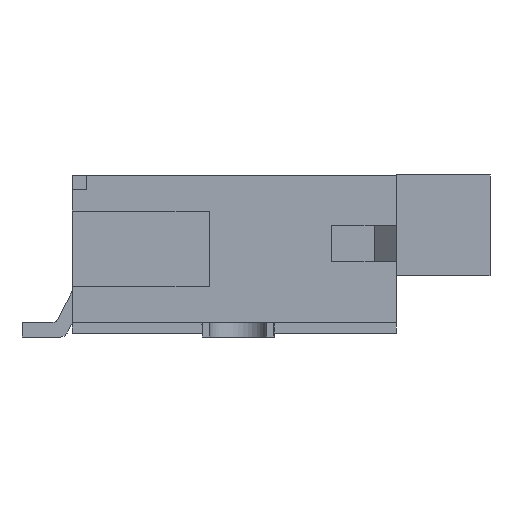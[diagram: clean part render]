
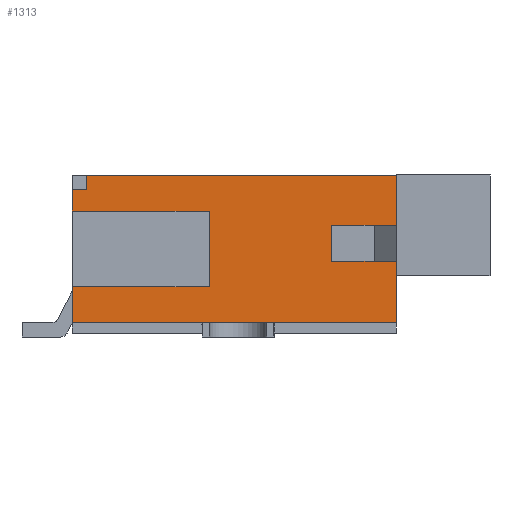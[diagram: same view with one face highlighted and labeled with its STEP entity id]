
A CAD part, left-side view. The second image highlights one B-rep face of the part: STEP entity #1313.
In plain terms, the highlighted planar face has unit normal (-1, 0, 0).
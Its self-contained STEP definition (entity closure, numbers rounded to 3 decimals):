
#1313 = ADVANCED_FACE( '', ( #2478 ), #2479, .T. );
#2478 = FACE_OUTER_BOUND( '', #3581, .T. );
#2479 = PLANE( '', #3582 );
#3581 = EDGE_LOOP( '', ( #7354, #7355, #7356, #7357, #7358, #7359, #7360, #7361, #7362, #7363, #7364, #7365, #7366, #7367 ) );
#3582 = AXIS2_PLACEMENT_3D( '', #7368, #7369, #7370 );
#7354 = ORIENTED_EDGE( '', *, *, #8549, .F. );
#7355 = ORIENTED_EDGE( '', *, *, #9052, .F. );
#7356 = ORIENTED_EDGE( '', *, *, #9103, .T. );
#7357 = ORIENTED_EDGE( '', *, *, #8214, .F. );
#7358 = ORIENTED_EDGE( '', *, *, #8844, .T. );
#7359 = ORIENTED_EDGE( '', *, *, #9174, .T. );
#7360 = ORIENTED_EDGE( '', *, *, #9101, .T. );
#7361 = ORIENTED_EDGE( '', *, *, #9064, .F. );
#7362 = ORIENTED_EDGE( '', *, *, #9147, .T. );
#7363 = ORIENTED_EDGE( '', *, *, #7791, .T. );
#7364 = ORIENTED_EDGE( '', *, *, #9175, .T. );
#7365 = ORIENTED_EDGE( '', *, *, #8058, .T. );
#7366 = ORIENTED_EDGE( '', *, *, #8893, .T. );
#7367 = ORIENTED_EDGE( '', *, *, #8748, .T. );
#7368 = CARTESIAN_POINT( '', ( -11.3, 0., 0. ) );
#7369 = DIRECTION( '', ( -1., 0., 0. ) );
#7370 = DIRECTION( '', ( 0., 0., 1. ) );
#7791 = EDGE_CURVE( '', #9560, #9558, #9561, .T. );
#8058 = EDGE_CURVE( '', #10017, #10015, #10018, .T. );
#8214 = EDGE_CURVE( '', #10277, #10273, #10279, .T. );
#8549 = EDGE_CURVE( '', #10792, #10793, #10794, .T. );
#8748 = EDGE_CURVE( '', #11074, #10793, #11075, .T. );
#8844 = EDGE_CURVE( '', #10277, #11200, #11202, .T. );
#8893 = EDGE_CURVE( '', #10015, #11074, #11263, .T. );
#9052 = EDGE_CURVE( '', #11455, #10792, #11457, .T. );
#9064 = EDGE_CURVE( '', #11471, #11468, #11473, .T. );
#9101 = EDGE_CURVE( '', #11513, #11468, #11514, .T. );
#9103 = EDGE_CURVE( '', #11455, #10273, #11516, .T. );
#9147 = EDGE_CURVE( '', #11471, #9560, #11561, .T. );
#9174 = EDGE_CURVE( '', #11200, #11513, #11590, .T. );
#9175 = EDGE_CURVE( '', #9558, #10017, #11591, .T. );
#9558 = VERTEX_POINT( '', #12138 );
#9560 = VERTEX_POINT( '', #12141 );
#9561 = LINE( '', #12142, #12143 );
#10015 = VERTEX_POINT( '', #12794 );
#10017 = VERTEX_POINT( '', #12797 );
#10018 = LINE( '', #12798, #12799 );
#10273 = VERTEX_POINT( '', #13163 );
#10277 = VERTEX_POINT( '', #13169 );
#10279 = LINE( '', #13172, #13173 );
#10792 = VERTEX_POINT( '', #13940 );
#10793 = VERTEX_POINT( '', #13941 );
#10794 = LINE( '', #13942, #13943 );
#11074 = VERTEX_POINT( '', #14369 );
#11075 = LINE( '', #14370, #14371 );
#11200 = VERTEX_POINT( '', #14547 );
#11202 = LINE( '', #14550, #14551 );
#11263 = LINE( '', #14641, #14642 );
#11455 = VERTEX_POINT( '', #14925 );
#11457 = LINE( '', #14928, #14929 );
#11468 = VERTEX_POINT( '', #14945 );
#11471 = VERTEX_POINT( '', #14950 );
#11473 = LINE( '', #14953, #14954 );
#11513 = VERTEX_POINT( '', #15018 );
#11514 = LINE( '', #15019, #15020 );
#11516 = LINE( '', #15023, #15024 );
#11561 = LINE( '', #15084, #15085 );
#11590 = LINE( '', #15127, #15128 );
#11591 = LINE( '', #15129, #15130 );
#12138 = CARTESIAN_POINT( '', ( -11.3, -1.35, -0.1 ) );
#12141 = CARTESIAN_POINT( '', ( -11.3, -2.25, -0.1 ) );
#12142 = CARTESIAN_POINT( '', ( -11.3, -2.25, -0.1 ) );
#12143 = VECTOR( '', #15347, 1000. );
#12794 = CARTESIAN_POINT( '', ( -11.3, -2.25, 0.4 ) );
#12797 = CARTESIAN_POINT( '', ( -11.3, -1.35, 0.4 ) );
#12798 = CARTESIAN_POINT( '', ( -11.3, -1.35, 0.4 ) );
#12799 = VECTOR( '', #15600, 1000. );
#13163 = CARTESIAN_POINT( '', ( -11.3, 2.25, 0.6 ) );
#13169 = CARTESIAN_POINT( '', ( -11.3, 0.35, 0.6 ) );
#13172 = CARTESIAN_POINT( '', ( -11.3, 0.35, 0.6 ) );
#13173 = VECTOR( '', #15764, 1000. );
#13940 = CARTESIAN_POINT( '', ( -11.3, 2.05, 0.9 ) );
#13941 = CARTESIAN_POINT( '', ( -11.3, 2.05, 1.1 ) );
#13942 = CARTESIAN_POINT( '', ( -11.3, 2.05, 0. ) );
#13943 = VECTOR( '', #16088, 1000. );
#14369 = CARTESIAN_POINT( '', ( -11.3, -2.25, 1.1 ) );
#14370 = CARTESIAN_POINT( '', ( -11.3, -2.25, 1.1 ) );
#14371 = VECTOR( '', #16280, 1000. );
#14547 = CARTESIAN_POINT( '', ( -11.3, 0.35, -0.45 ) );
#14550 = CARTESIAN_POINT( '', ( -11.3, 0.35, 0.6 ) );
#14551 = VECTOR( '', #16396, 1000. );
#14641 = CARTESIAN_POINT( '', ( -11.3, -2.25, -1.1 ) );
#14642 = VECTOR( '', #16432, 1000. );
#14925 = CARTESIAN_POINT( '', ( -11.3, 2.25, 0.9 ) );
#14928 = CARTESIAN_POINT( '', ( -11.3, 0., 0.9 ) );
#14929 = VECTOR( '', #16561, 1000. );
#14945 = CARTESIAN_POINT( '', ( -11.3, 2.25, -0.95 ) );
#14950 = CARTESIAN_POINT( '', ( -11.3, -2.25, -0.95 ) );
#14953 = CARTESIAN_POINT( '', ( -11.3, -2.25, -0.95 ) );
#14954 = VECTOR( '', #16570, 1000. );
#15018 = CARTESIAN_POINT( '', ( -11.3, 2.25, -0.45 ) );
#15019 = CARTESIAN_POINT( '', ( -11.3, 2.25, 1.1 ) );
#15020 = VECTOR( '', #16595, 1000. );
#15023 = CARTESIAN_POINT( '', ( -11.3, 2.25, 1.1 ) );
#15024 = VECTOR( '', #16597, 1000. );
#15084 = CARTESIAN_POINT( '', ( -11.3, -2.25, -1.1 ) );
#15085 = VECTOR( '', #16619, 1000. );
#15127 = CARTESIAN_POINT( '', ( -11.3, 0.35, -0.45 ) );
#15128 = VECTOR( '', #16633, 1000. );
#15129 = CARTESIAN_POINT( '', ( -11.3, -1.35, -0.1 ) );
#15130 = VECTOR( '', #16634, 1000. );
#15347 = DIRECTION( '', ( 0., 1., 0. ) );
#15600 = DIRECTION( '', ( 0., -1., 0. ) );
#15764 = DIRECTION( '', ( 0., 1., 0. ) );
#16088 = DIRECTION( '', ( 0., 0., 1. ) );
#16280 = DIRECTION( '', ( 0., 1., 0. ) );
#16396 = DIRECTION( '', ( 0., 0., -1. ) );
#16432 = DIRECTION( '', ( 0., 0., 1. ) );
#16561 = DIRECTION( '', ( 0., -1., 0. ) );
#16570 = DIRECTION( '', ( 0., 1., 0. ) );
#16595 = DIRECTION( '', ( 0., 0., -1. ) );
#16597 = DIRECTION( '', ( 0., 0., -1. ) );
#16619 = DIRECTION( '', ( 0., 0., 1. ) );
#16633 = DIRECTION( '', ( 0., 1., 0. ) );
#16634 = DIRECTION( '', ( 0., 0., 1. ) );
